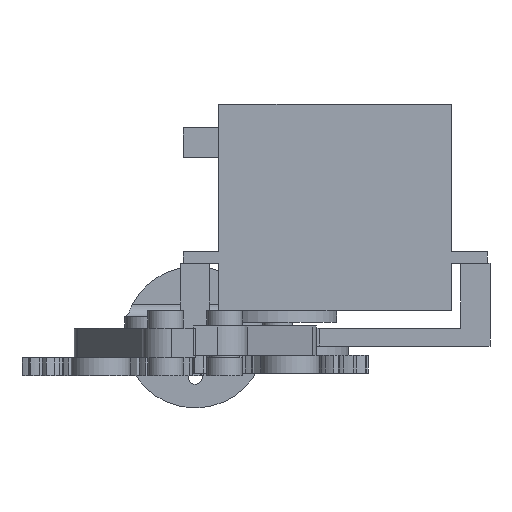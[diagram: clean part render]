
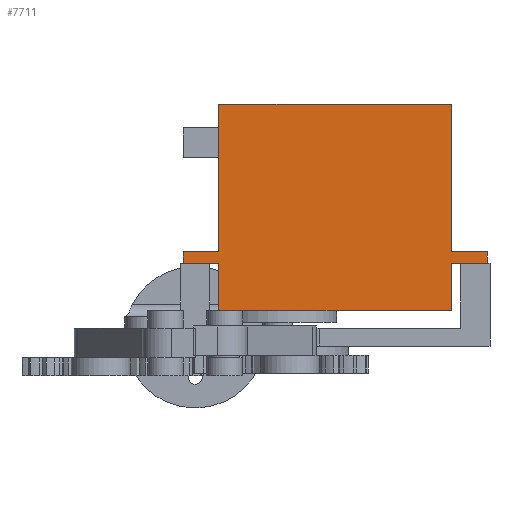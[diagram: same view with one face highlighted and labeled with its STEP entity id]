
A CAD part, front view. The second image highlights one B-rep face of the part: STEP entity #7711.
In plain terms, the highlighted planar face has unit normal (0, -1, 0).
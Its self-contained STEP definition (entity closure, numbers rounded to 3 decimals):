
#1157=FACE_OUTER_BOUND('',#1613,.T.);
#1613=EDGE_LOOP('',(#5428,#5429,#5430,#5431,#5432,#5433,#5434,#5435,#5436,
#5437,#5438,#5439,#5440));
#2106=LINE('',#10722,#2674);
#2110=LINE('',#10729,#2678);
#2114=LINE('',#10738,#2682);
#2118=LINE('',#10745,#2686);
#2121=LINE('',#10751,#2689);
#2122=LINE('',#10754,#2690);
#2128=LINE('',#10766,#2696);
#2130=LINE('',#10772,#2698);
#2133=LINE('',#10777,#2701);
#2136=LINE('',#10781,#2704);
#2139=LINE('',#10787,#2707);
#2140=LINE('',#10790,#2708);
#2141=LINE('',#10791,#2709);
#2674=VECTOR('',#9022,10.);
#2678=VECTOR('',#9028,10.);
#2682=VECTOR('',#9036,10.);
#2686=VECTOR('',#9042,10.);
#2689=VECTOR('',#9047,10.);
#2690=VECTOR('',#9050,10.);
#2696=VECTOR('',#9058,10.);
#2698=VECTOR('',#9062,10.);
#2701=VECTOR('',#9067,10.);
#2704=VECTOR('',#9072,10.);
#2707=VECTOR('',#9077,10.);
#2708=VECTOR('',#9080,10.);
#2709=VECTOR('',#9081,10.);
#3240=VERTEX_POINT('',#10716);
#3241=VERTEX_POINT('',#10721);
#3243=VERTEX_POINT('',#10727);
#3245=VERTEX_POINT('',#10735);
#3248=VERTEX_POINT('',#10742);
#3250=VERTEX_POINT('',#10749);
#3251=VERTEX_POINT('',#10753);
#3253=VERTEX_POINT('',#10759);
#3256=VERTEX_POINT('',#10764);
#3258=VERTEX_POINT('',#10769);
#3259=VERTEX_POINT('',#10771);
#3262=VERTEX_POINT('',#10784);
#3263=VERTEX_POINT('',#10789);
#4070=EDGE_CURVE('',#3240,#3241,#2106,.T.);
#4074=EDGE_CURVE('',#3243,#3240,#2110,.T.);
#4078=EDGE_CURVE('',#3245,#3243,#2114,.T.);
#4082=EDGE_CURVE('',#3248,#3241,#2118,.T.);
#4085=EDGE_CURVE('',#3250,#3245,#2121,.T.);
#4086=EDGE_CURVE('',#3248,#3251,#2122,.T.);
#4092=EDGE_CURVE('',#3256,#3253,#2128,.T.);
#4094=EDGE_CURVE('',#3258,#3259,#2130,.T.);
#4097=EDGE_CURVE('',#3259,#3250,#2133,.T.);
#4100=EDGE_CURVE('',#3256,#3251,#2136,.T.);
#4103=EDGE_CURVE('',#3262,#3253,#2139,.T.);
#4104=EDGE_CURVE('',#3262,#3263,#2140,.T.);
#4105=EDGE_CURVE('',#3263,#3258,#2141,.T.);
#5428=ORIENTED_EDGE('',*,*,#4104,.F.);
#5429=ORIENTED_EDGE('',*,*,#4103,.T.);
#5430=ORIENTED_EDGE('',*,*,#4092,.F.);
#5431=ORIENTED_EDGE('',*,*,#4100,.T.);
#5432=ORIENTED_EDGE('',*,*,#4086,.F.);
#5433=ORIENTED_EDGE('',*,*,#4082,.T.);
#5434=ORIENTED_EDGE('',*,*,#4070,.F.);
#5435=ORIENTED_EDGE('',*,*,#4074,.F.);
#5436=ORIENTED_EDGE('',*,*,#4078,.F.);
#5437=ORIENTED_EDGE('',*,*,#4085,.F.);
#5438=ORIENTED_EDGE('',*,*,#4097,.F.);
#5439=ORIENTED_EDGE('',*,*,#4094,.F.);
#5440=ORIENTED_EDGE('',*,*,#4105,.F.);
#7544=PLANE('',#8286);
#7711=ADVANCED_FACE('',(#1157),#7544,.T.);
#8286=AXIS2_PLACEMENT_3D('',#10788,#9078,#9079);
#9022=DIRECTION('',(1.,0.,0.));
#9028=DIRECTION('',(1.,0.,0.));
#9036=DIRECTION('',(0.,0.,1.));
#9042=DIRECTION('',(0.,0.,1.));
#9047=DIRECTION('',(1.,0.,0.));
#9050=DIRECTION('',(1.,0.,0.));
#9058=DIRECTION('',(-1.,0.,0.));
#9062=DIRECTION('',(-1.,0.,0.));
#9067=DIRECTION('',(0.,0.,1.));
#9072=DIRECTION('',(0.,0.,1.));
#9077=DIRECTION('',(0.,0.,1.));
#9078=DIRECTION('center_axis',(0.,-1.,0.));
#9079=DIRECTION('ref_axis',(1.,0.,0.));
#9080=DIRECTION('',(-1.,0.,0.));
#9081=DIRECTION('',(0.,0.,1.));
#10716=CARTESIAN_POINT('',(9.75,-10.,35.));
#10721=CARTESIAN_POINT('',(19.75,-10.,35.));
#10722=CARTESIAN_POINT('',(19.75,-10.,35.));
#10727=CARTESIAN_POINT('',(-19.75,-10.,35.));
#10729=CARTESIAN_POINT('',(19.75,-10.,35.));
#10735=CARTESIAN_POINT('',(-19.75,-10.,27.));
#10738=CARTESIAN_POINT('',(-19.75,-10.,27.));
#10742=CARTESIAN_POINT('',(19.75,-10.,27.));
#10745=CARTESIAN_POINT('',(19.75,-10.,27.));
#10749=CARTESIAN_POINT('',(-25.75,-10.,27.));
#10751=CARTESIAN_POINT('',(25.75,-10.,27.));
#10753=CARTESIAN_POINT('',(25.75,-10.,27.));
#10754=CARTESIAN_POINT('',(25.75,-10.,27.));
#10759=CARTESIAN_POINT('',(19.75,-10.,25.));
#10764=CARTESIAN_POINT('',(25.75,-10.,25.));
#10766=CARTESIAN_POINT('',(25.75,-10.,25.));
#10769=CARTESIAN_POINT('',(-19.75,-10.,25.));
#10771=CARTESIAN_POINT('',(-25.75,-10.,25.));
#10772=CARTESIAN_POINT('',(25.75,-10.,25.));
#10777=CARTESIAN_POINT('',(-25.75,-10.,25.));
#10781=CARTESIAN_POINT('',(25.75,-10.,25.));
#10784=CARTESIAN_POINT('',(19.75,-10.,0.));
#10787=CARTESIAN_POINT('',(19.75,-10.,0.));
#10788=CARTESIAN_POINT('Origin',(-19.75,-10.,0.));
#10789=CARTESIAN_POINT('',(-19.75,-10.,0.));
#10790=CARTESIAN_POINT('',(19.75,-10.,0.));
#10791=CARTESIAN_POINT('',(-19.75,-10.,0.));
